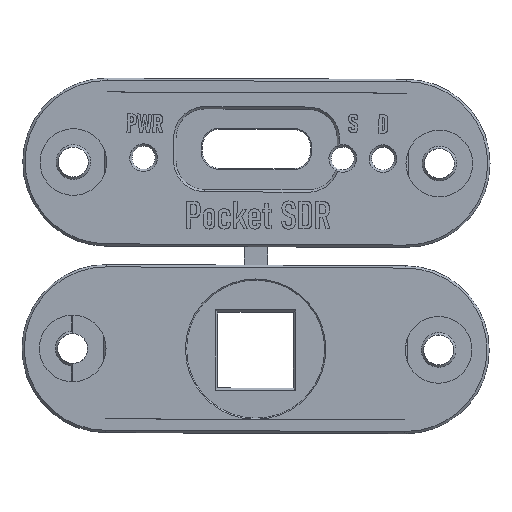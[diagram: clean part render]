
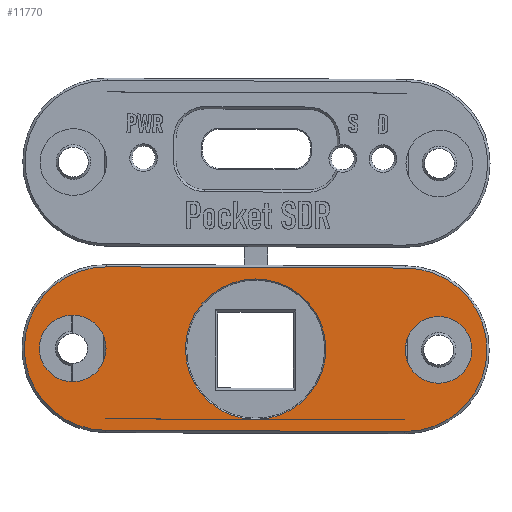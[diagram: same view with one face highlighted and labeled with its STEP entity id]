
A CAD part, top view. The second image highlights one B-rep face of the part: STEP entity #11770.
In plain terms, the highlighted planar face has unit normal (0, 0, 1).
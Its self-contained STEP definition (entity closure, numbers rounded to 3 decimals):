
#205=CIRCLE('',#12340,2.9);
#207=CIRCLE('',#12343,7.1);
#208=CIRCLE('',#12344,7.1);
#209=CIRCLE('',#12345,2.9);
#210=CIRCLE('',#12346,6.1);
#211=CIRCLE('',#12347,6.1);
#255=FACE_BOUND('',#2005,.T.);
#256=FACE_BOUND('',#2006,.T.);
#257=FACE_BOUND('',#2007,.T.);
#1335=FACE_OUTER_BOUND('',#2004,.T.);
#2004=EDGE_LOOP('',(#10402,#10403,#10404,#10405,#10406,#10407,#10408,#10409));
#2005=EDGE_LOOP('',(#10410));
#2006=EDGE_LOOP('',(#10411,#10412,#10413,#10414,#10415,#10416,#10417));
#2007=EDGE_LOOP('',(#10418));
#3165=LINE('',#22291,#4396);
#3166=LINE('',#22295,#4397);
#3167=LINE('',#22297,#4398);
#3168=LINE('',#22299,#4399);
#3169=LINE('',#22303,#4400);
#3170=LINE('',#22304,#4401);
#3171=LINE('',#22311,#4402);
#3172=LINE('',#22313,#4403);
#3173=LINE('',#22315,#4404);
#3174=LINE('',#22317,#4405);
#3175=LINE('',#22319,#4406);
#4396=VECTOR('',#14453,10.);
#4397=VECTOR('',#14456,10.);
#4398=VECTOR('',#14457,10.);
#4399=VECTOR('',#14458,10.);
#4400=VECTOR('',#14461,10.);
#4401=VECTOR('',#14462,10.);
#4402=VECTOR('',#14467,10.);
#4403=VECTOR('',#14468,10.);
#4404=VECTOR('',#14469,10.);
#4405=VECTOR('',#14470,10.);
#4406=VECTOR('',#14471,10.);
#5580=VERTEX_POINT('',#22283);
#5582=VERTEX_POINT('',#22289);
#5583=VERTEX_POINT('',#22290);
#5584=VERTEX_POINT('',#22292);
#5585=VERTEX_POINT('',#22294);
#5586=VERTEX_POINT('',#22296);
#5587=VERTEX_POINT('',#22298);
#5588=VERTEX_POINT('',#22300);
#5589=VERTEX_POINT('',#22302);
#5590=VERTEX_POINT('',#22305);
#5591=VERTEX_POINT('',#22307);
#5592=VERTEX_POINT('',#22308);
#5593=VERTEX_POINT('',#22310);
#5594=VERTEX_POINT('',#22312);
#5595=VERTEX_POINT('',#22314);
#5596=VERTEX_POINT('',#22316);
#5597=VERTEX_POINT('',#22318);
#7215=EDGE_CURVE('',#5580,#5580,#205,.T.);
#7218=EDGE_CURVE('',#5582,#5583,#3165,.T.);
#7219=EDGE_CURVE('',#5584,#5582,#207,.T.);
#7220=EDGE_CURVE('',#5585,#5584,#3166,.T.);
#7221=EDGE_CURVE('',#5586,#5585,#3167,.T.);
#7222=EDGE_CURVE('',#5587,#5586,#3168,.T.);
#7223=EDGE_CURVE('',#5588,#5587,#208,.T.);
#7224=EDGE_CURVE('',#5589,#5588,#3169,.T.);
#7225=EDGE_CURVE('',#5583,#5589,#3170,.T.);
#7226=EDGE_CURVE('',#5590,#5590,#209,.T.);
#7227=EDGE_CURVE('',#5591,#5592,#210,.T.);
#7228=EDGE_CURVE('',#5591,#5593,#3171,.T.);
#7229=EDGE_CURVE('',#5593,#5594,#3172,.T.);
#7230=EDGE_CURVE('',#5594,#5595,#3173,.T.);
#7231=EDGE_CURVE('',#5595,#5596,#3174,.T.);
#7232=EDGE_CURVE('',#5596,#5597,#3175,.T.);
#7233=EDGE_CURVE('',#5592,#5597,#211,.T.);
#10402=ORIENTED_EDGE('',*,*,#7218,.F.);
#10403=ORIENTED_EDGE('',*,*,#7219,.F.);
#10404=ORIENTED_EDGE('',*,*,#7220,.F.);
#10405=ORIENTED_EDGE('',*,*,#7221,.F.);
#10406=ORIENTED_EDGE('',*,*,#7222,.F.);
#10407=ORIENTED_EDGE('',*,*,#7223,.F.);
#10408=ORIENTED_EDGE('',*,*,#7224,.F.);
#10409=ORIENTED_EDGE('',*,*,#7225,.F.);
#10410=ORIENTED_EDGE('',*,*,#7226,.F.);
#10411=ORIENTED_EDGE('',*,*,#7227,.F.);
#10412=ORIENTED_EDGE('',*,*,#7228,.T.);
#10413=ORIENTED_EDGE('',*,*,#7229,.T.);
#10414=ORIENTED_EDGE('',*,*,#7230,.T.);
#10415=ORIENTED_EDGE('',*,*,#7231,.T.);
#10416=ORIENTED_EDGE('',*,*,#7232,.T.);
#10417=ORIENTED_EDGE('',*,*,#7233,.F.);
#10418=ORIENTED_EDGE('',*,*,#7215,.F.);
#11148=PLANE('',#12342);
#11770=ADVANCED_FACE('',(#1335,#255,#256,#257),#11148,.F.);
#12340=AXIS2_PLACEMENT_3D('',#22284,#14446,#14447);
#12342=AXIS2_PLACEMENT_3D('',#22288,#14451,#14452);
#12343=AXIS2_PLACEMENT_3D('',#22293,#14454,#14455);
#12344=AXIS2_PLACEMENT_3D('',#22301,#14459,#14460);
#12345=AXIS2_PLACEMENT_3D('',#22306,#14463,#14464);
#12346=AXIS2_PLACEMENT_3D('',#22309,#14465,#14466);
#12347=AXIS2_PLACEMENT_3D('',#22320,#14472,#14473);
#14446=DIRECTION('center_axis',(0.,0.,
1.));
#14447=DIRECTION('ref_axis',(1.,-0.004,0.));
#14451=DIRECTION('center_axis',(0.,0.,
-1.));
#14452=DIRECTION('ref_axis',(1.,-0.004,0.));
#14453=DIRECTION('',(-0.004,-1.,0.));
#14454=DIRECTION('center_axis',(0.,0.,
-1.));
#14455=DIRECTION('ref_axis',(1.,-0.004,0.));
#14456=DIRECTION('',(-0.004,-1.,0.));
#14457=DIRECTION('',(1.,-0.004,0.));
#14458=DIRECTION('',(0.004,1.,0.));
#14459=DIRECTION('center_axis',(0.,0.,
-1.));
#14460=DIRECTION('ref_axis',(-1.,0.004,0.));
#14461=DIRECTION('',(0.004,1.,0.));
#14462=DIRECTION('',(-1.,0.004,0.));
#14463=DIRECTION('center_axis',(0.,0.,
1.));
#14464=DIRECTION('ref_axis',(1.,-0.004,0.));
#14465=DIRECTION('center_axis',(0.,0.,
1.));
#14466=DIRECTION('ref_axis',(1.,-0.004,0.));
#14467=DIRECTION('',(1.,-0.004,0.));
#14468=DIRECTION('',(-0.004,-1.,0.));
#14469=DIRECTION('',(-1.,0.004,0.));
#14470=DIRECTION('',(0.004,1.,0.));
#14471=DIRECTION('',(1.,-0.004,0.));
#14472=DIRECTION('center_axis',(0.,0.,
1.));
#14473=DIRECTION('ref_axis',(1.,-0.004,0.));
#22283=CARTESIAN_POINT('',(-18.813,-7.998,5.));
#22284=CARTESIAN_POINT('Origin',(-15.913,-8.009,5.));
#22288=CARTESIAN_POINT('Origin',(-0.013,-8.072,
5.));
#22289=CARTESIAN_POINT('',(12.959,-15.224,5.));
#22290=CARTESIAN_POINT('',(12.959,-15.224,5.));
#22291=CARTESIAN_POINT('',(12.973,-11.774,5.));
#22292=CARTESIAN_POINT('',(13.015,-1.024,5.));
#22293=CARTESIAN_POINT('Origin',(12.987,-8.124,5.));
#22294=CARTESIAN_POINT('',(13.015,-1.023,5.));
#22295=CARTESIAN_POINT('',(13.002,-4.474,5.));
#22296=CARTESIAN_POINT('',(-12.984,-0.92,5.));
#22297=CARTESIAN_POINT('',(6.515,-0.997,5.));
#22298=CARTESIAN_POINT('',(-12.984,-0.921,5.));
#22299=CARTESIAN_POINT('',(-12.998,-4.37,5.));
#22300=CARTESIAN_POINT('',(-13.041,-15.121,5.));
#22301=CARTESIAN_POINT('Origin',(-13.013,-8.021,5.));
#22302=CARTESIAN_POINT('',(-13.041,-15.121,5.));
#22303=CARTESIAN_POINT('',(-13.027,-11.671,5.));
#22304=CARTESIAN_POINT('',(-6.541,-15.147,5.));
#22305=CARTESIAN_POINT('',(12.987,-8.124,5.));
#22306=CARTESIAN_POINT('Origin',(15.887,-8.135,5.));
#22307=CARTESIAN_POINT('',(0.064,-14.172,5.));
#22308=CARTESIAN_POINT('',(-6.113,-8.048,5.));
#22309=CARTESIAN_POINT('Origin',(-0.013,-8.072,
5.));
#22310=CARTESIAN_POINT('',(12.963,-14.223,5.));
#22311=CARTESIAN_POINT('',(-13.337,-14.119,5.));
#22312=CARTESIAN_POINT('',(12.963,-14.224,5.));
#22313=CARTESIAN_POINT('',(12.958,-15.424,5.));
#22314=CARTESIAN_POINT('',(-13.037,-14.121,5.));
#22315=CARTESIAN_POINT('',(-13.037,-14.121,5.));
#22316=CARTESIAN_POINT('',(-13.037,-14.12,5.));
#22317=CARTESIAN_POINT('',(-12.984,-0.72,5.));
#22318=CARTESIAN_POINT('',(-0.138,-14.171,5.));
#22319=CARTESIAN_POINT('',(-13.337,-14.119,5.));
#22320=CARTESIAN_POINT('Origin',(-0.013,-8.072,
5.));
